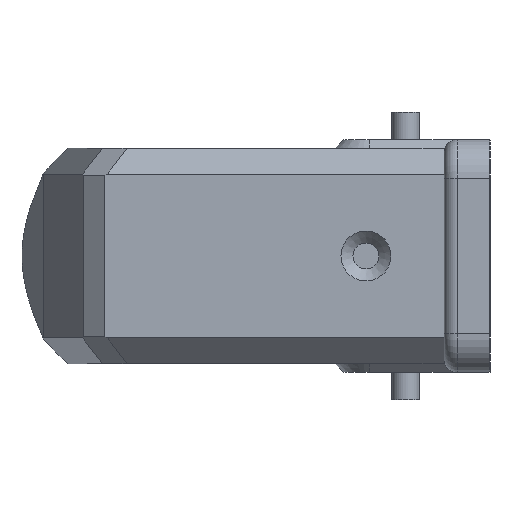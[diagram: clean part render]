
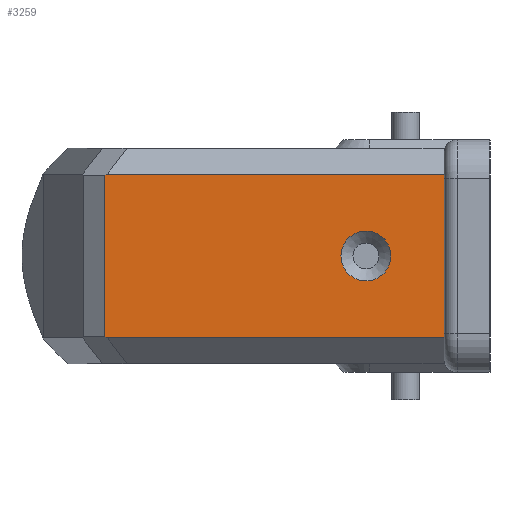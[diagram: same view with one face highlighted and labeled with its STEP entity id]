
A CAD part, left-side view. The second image highlights one B-rep face of the part: STEP entity #3259.
In plain terms, the highlighted planar face has unit normal (-1, 0, 0).
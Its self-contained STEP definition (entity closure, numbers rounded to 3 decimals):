
#959=CARTESIAN_POINT('',(-12.5,44.41,9.5));
#960=VERTEX_POINT('',#959);
#967=CARTESIAN_POINT('',(-12.5,5.299,9.5));
#968=VERTEX_POINT('',#967);
#969=CARTESIAN_POINT('',(-12.5,5.299,9.5));
#970=DIRECTION('',(0.0,1.0,0.0));
#971=VECTOR('',#970,39.111);
#972=LINE('',#969,#971);
#973=EDGE_CURVE('',#968,#960,#972,.T.);
#1002=CARTESIAN_POINT('',(-12.5,14.4,2.9));
#1003=VERTEX_POINT('',#1002);
#1004=CARTESIAN_POINT('',(-12.5,14.4,0.));
#1005=DIRECTION('',(1.0,0.0,0.0));
#1006=DIRECTION('',(0.0,0.0,1.0));
#1007=AXIS2_PLACEMENT_3D('',#1004,#1005,#1006);
#1008=CIRCLE('',#1007,2.9);
#1009=EDGE_CURVE('',#1003,#1003,#1008,.T.);
#3071=CARTESIAN_POINT('',(-12.5,44.685,9.367));
#3072=VERTEX_POINT('',#3071);
#3079=CARTESIAN_POINT('',(-12.5,44.41,9.5));
#3080=DIRECTION('',(0.0,0.9,-0.435));
#3081=VECTOR('',#3080,0.306);
#3082=LINE('',#3079,#3081);
#3083=EDGE_CURVE('',#960,#3072,#3082,.T.);
#3096=CARTESIAN_POINT('',(-12.5,44.685,-9.367));
#3097=VERTEX_POINT('',#3096);
#3104=CARTESIAN_POINT('',(-12.5,44.685,9.367));
#3105=DIRECTION('',(0.0,0.0,-1.0));
#3106=VECTOR('',#3105,18.734);
#3107=LINE('',#3104,#3106);
#3108=EDGE_CURVE('',#3072,#3097,#3107,.T.);
#3120=CARTESIAN_POINT('',(-12.5,44.41,-9.5));
#3121=VERTEX_POINT('',#3120);
#3122=CARTESIAN_POINT('',(-12.5,44.685,-9.367));
#3123=DIRECTION('',(0.0,-0.9,-0.435));
#3124=VECTOR('',#3123,0.306);
#3125=LINE('',#3122,#3124);
#3126=EDGE_CURVE('',#3097,#3121,#3125,.T.);
#3179=CARTESIAN_POINT('',(-12.5,5.299,-9.5));
#3180=VERTEX_POINT('',#3179);
#3188=CARTESIAN_POINT('',(-12.5,44.41,-9.5));
#3189=DIRECTION('',(0.0,-1.0,0.0));
#3190=VECTOR('',#3189,39.111);
#3191=LINE('',#3188,#3190);
#3192=EDGE_CURVE('',#3121,#3180,#3191,.T.);
#3204=CARTESIAN_POINT('',(-12.5,5.3,-9.0));
#3205=VERTEX_POINT('',#3204);
#3213=CARTESIAN_POINT('',(-12.5,5.299,-9.5));
#3214=CARTESIAN_POINT('',(-12.5,5.3,-9.329));
#3215=CARTESIAN_POINT('',(-12.5,5.3,-9.161));
#3216=CARTESIAN_POINT('',(-12.5,5.3,-9.));
#3217=B_SPLINE_CURVE_WITH_KNOTS('',3,(#3213,#3214,#3215,#3216),.UNSPECIFIED.,.F.,.U.,(4,4),(1.5,1.548),.UNSPECIFIED.);
#3218=EDGE_CURVE('',#3180,#3205,#3217,.T.);
#3228=CARTESIAN_POINT('',(-12.5,46.685,-12.5));
#3229=DIRECTION('',(-1.0,0.0,0.0));
#3230=DIRECTION('',(0.0,0.0,1.0));
#3231=AXIS2_PLACEMENT_3D('',#3228,#3229,#3230);
#3232=PLANE('',#3231);
#3233=ORIENTED_EDGE('',*,*,#3218,.T.);
#3234=CARTESIAN_POINT('',(-12.5,5.3,9.0));
#3235=VERTEX_POINT('',#3234);
#3236=CARTESIAN_POINT('',(-12.5,5.3,-9.0));
#3237=DIRECTION('',(0.0,0.0,1.0));
#3238=VECTOR('',#3237,18.);
#3239=LINE('',#3236,#3238);
#3240=EDGE_CURVE('',#3205,#3235,#3239,.T.);
#3241=ORIENTED_EDGE('',*,*,#3240,.T.);
#3242=CARTESIAN_POINT('',(-12.5,5.3,9.0));
#3243=CARTESIAN_POINT('',(-12.5,5.3,9.161));
#3244=CARTESIAN_POINT('',(-12.5,5.3,9.329));
#3245=CARTESIAN_POINT('',(-12.5,5.299,9.5));
#3246=B_SPLINE_CURVE_WITH_KNOTS('',3,(#3242,#3243,#3244,#3245),.UNSPECIFIED.,.F.,.U.,(4,4),(-1.548,-1.5),.UNSPECIFIED.);
#3247=EDGE_CURVE('',#3235,#968,#3246,.T.);
#3248=ORIENTED_EDGE('',*,*,#3247,.T.);
#3249=ORIENTED_EDGE('',*,*,#973,.T.);
#3250=ORIENTED_EDGE('',*,*,#3083,.T.);
#3251=ORIENTED_EDGE('',*,*,#3108,.T.);
#3252=ORIENTED_EDGE('',*,*,#3126,.T.);
#3253=ORIENTED_EDGE('',*,*,#3192,.T.);
#3254=EDGE_LOOP('',(#3233,#3241,#3248,#3249,#3250,#3251,#3252,#3253));
#3255=FACE_OUTER_BOUND('',#3254,.T.);
#3256=ORIENTED_EDGE('',*,*,#1009,.T.);
#3257=EDGE_LOOP('',(#3256));
#3258=FACE_BOUND('',#3257,.T.);
#3259=ADVANCED_FACE('',(#3255,#3258),#3232,.T.);
